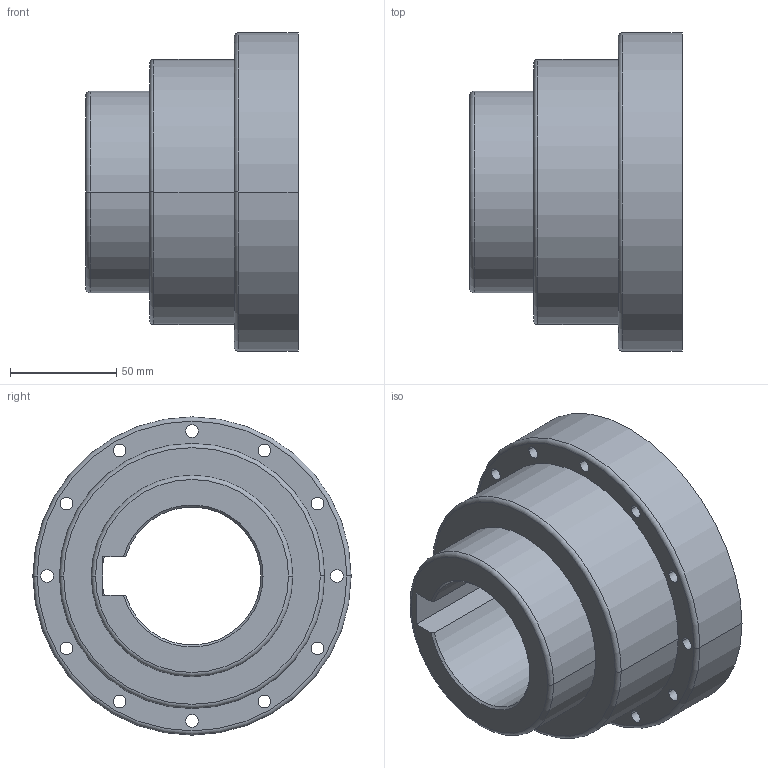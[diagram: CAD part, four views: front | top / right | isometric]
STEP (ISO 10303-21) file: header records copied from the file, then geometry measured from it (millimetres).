
FILE_DESCRIPTION (( 'STEP AP203' ), '1' );
FILE_NAME ('Peça 8.STEP', '2023-12-08T12:11:24', ( '' ), ( '' ), 'SwSTEP 2.0', 'SolidWorks 2017', '' );
FILE_SCHEMA (( 'CONFIG_CONTROL_DESIGN' ));
Length unit declared in the file: millimetre
Products named in the file (1): Pe蓷 8
Bounding box: 100 x 150 x 150 mm (x, y, z)
Volume: 774377.4 mm3; surface area: 96311 mm2
Topology: 1 solids, 1 shells, 56 faces, 143 edges, 91 vertices
Faces by surface type: cylinder 34, plane 11, torus 6, cone 5
Entity records: 1865 total; most frequent: DIRECTION 342, CARTESIAN_POINT 303, ORIENTED_EDGE 286, AXIS2_PLACEMENT_3D 146, EDGE_CURVE 143, VERTEX_POINT 91, CIRCLE 89, EDGE_LOOP 84
